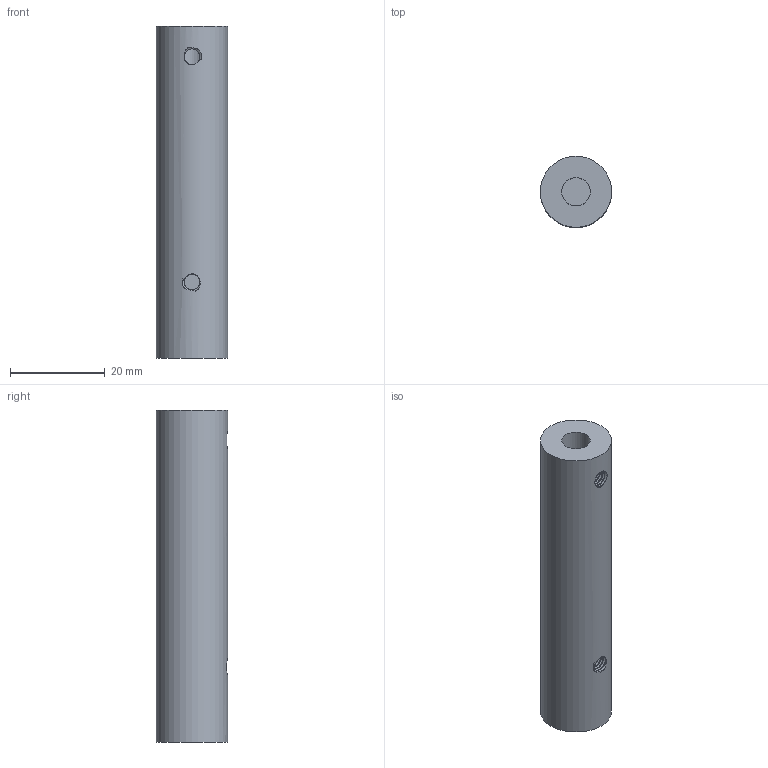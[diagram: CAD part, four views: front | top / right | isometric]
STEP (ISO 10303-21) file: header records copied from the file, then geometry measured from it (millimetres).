
FILE_DESCRIPTION(/* description */ (''),/* implementation_level */ '2;1');
FILE_NAME(/* name */ 'adaptateur axe de roue.step',/* time_stamp */ '2019-10-30T10:26:22+01:00',/* author */ (''),/* organization */ (''),/* preprocessor_version */ 'ST-DEVELOPER v18',/* originating_system */ 'Autodesk Translation Framework v8.9.1.1155',/* authorisation */ '');
FILE_SCHEMA (('AUTOMOTIVE_DESIGN { 1 0 10303 214 3 1 1 }'));
Length unit declared in the file: millimetre
Products named in the file (1): adaptateur axe de roue
Bounding box: 15 x 15 x 70 mm (x, y, z)
Volume: 11593.3 mm3; surface area: 4456.9 mm2
Topology: 1 solids, 1 shells, 98 faces, 269 edges, 176 vertices
Faces by surface type: cylinder 80, bspline 11, plane 7
Full cylindrical faces by diameter (mm): 3.332 x32, 4.109 x32, 6 x1, 15 x1
Entity records: 7445 total; most frequent: CARTESIAN_POINT 5309, ORIENTED_EDGE 538, DIRECTION 272, EDGE_CURVE 269, B_SPLINE_CURVE_WITH_KNOTS 184, VERTEX_POINT 176, EDGE_LOOP 103, AXIS2_PLACEMENT_3D 99
